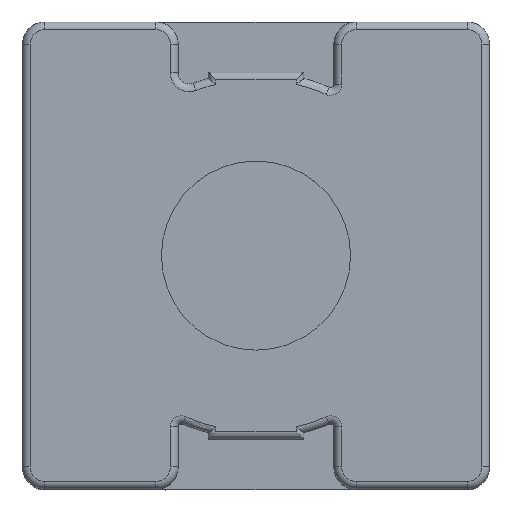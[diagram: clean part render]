
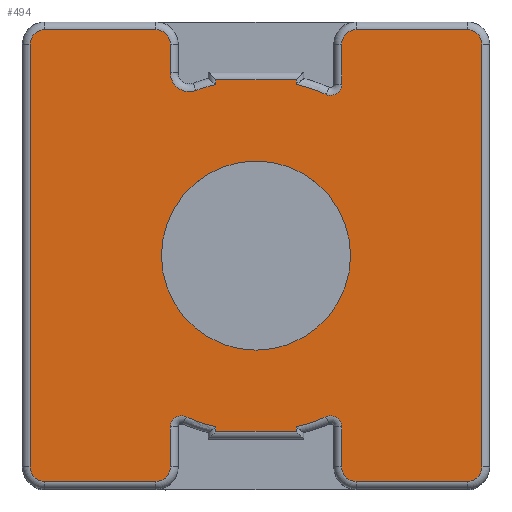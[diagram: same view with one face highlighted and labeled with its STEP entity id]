
A CAD part, top view. The second image highlights one B-rep face of the part: STEP entity #494.
In plain terms, the highlighted planar face has unit normal (0, 0, 1).
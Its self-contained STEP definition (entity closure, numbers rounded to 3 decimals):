
#204=CARTESIAN_POINT('',(-21.0,-21.0,0.0));
#205=DIRECTION('',(0.0,0.0,1.0));
#206=DIRECTION('',(1.0,0.0,0.0));
#207=AXIS2_PLACEMENT_3D('',#204,#205,#206);
#208=PLANE('',#207);
#209=CARTESIAN_POINT('',(-19.0,-20.3,0.0));
#210=VERTEX_POINT('',#209);
#211=CARTESIAN_POINT('',(-9.0,-20.3,0.0));
#212=VERTEX_POINT('',#211);
#213=CARTESIAN_POINT('',(-19.0,-20.3,0.0));
#214=DIRECTION('',(1.0,0.0,0.0));
#215=VECTOR('',#214,10.0);
#216=LINE('',#213,#215);
#217=EDGE_CURVE('',#210,#212,#216,.T.);
#218=ORIENTED_EDGE('',*,*,#217,.T.);
#219=CARTESIAN_POINT('',(-7.7,-19.0,0.0));
#220=VERTEX_POINT('',#219);
#221=CARTESIAN_POINT('',(-9.0,-19.0,0.0));
#222=DIRECTION('',(0.0,0.0,1.0));
#223=DIRECTION('',(1.0,0.0,0.0));
#224=AXIS2_PLACEMENT_3D('',#221,#222,#223);
#225=CIRCLE('',#224,1.3);
#226=EDGE_CURVE('',#212,#220,#225,.T.);
#227=ORIENTED_EDGE('',*,*,#226,.T.);
#228=CARTESIAN_POINT('',(-7.7,-15.406,0.0));
#229=VERTEX_POINT('',#228);
#230=CARTESIAN_POINT('',(-7.7,-19.0,0.0));
#231=DIRECTION('',(0.0,1.0,0.0));
#232=VECTOR('',#231,3.594);
#233=LINE('',#230,#232);
#234=EDGE_CURVE('',#220,#229,#233,.T.);
#235=ORIENTED_EDGE('',*,*,#234,.T.);
#236=CARTESIAN_POINT('',(-6.301,-14.489,0.0));
#237=VERTEX_POINT('',#236);
#238=CARTESIAN_POINT('',(-6.7,-15.406,0.0));
#239=DIRECTION('',(0.0,0.0,-1.0));
#240=DIRECTION('',(1.0,0.0,0.0));
#241=AXIS2_PLACEMENT_3D('',#238,#239,#240);
#242=CIRCLE('',#241,1.0);
#243=EDGE_CURVE('',#229,#237,#242,.T.);
#244=ORIENTED_EDGE('',*,*,#243,.T.);
#245=CARTESIAN_POINT('',(-3.6,-15.384,0.0));
#246=VERTEX_POINT('',#245);
#247=CARTESIAN_POINT('',(0.,0.0,0.0));
#248=DIRECTION('',(0.0,0.0,1.0));
#249=DIRECTION('',(1.0,0.0,0.0));
#250=AXIS2_PLACEMENT_3D('',#247,#248,#249);
#251=CIRCLE('',#250,15.8);
#252=EDGE_CURVE('',#237,#246,#251,.T.);
#253=ORIENTED_EDGE('',*,*,#252,.T.);
#254=CARTESIAN_POINT('',(-3.6,-15.8,0.0));
#255=VERTEX_POINT('',#254);
#256=CARTESIAN_POINT('',(-3.6,-15.384,0.0));
#257=DIRECTION('',(0.0,-1.0,0.0));
#258=VECTOR('',#257,0.416);
#259=LINE('',#256,#258);
#260=EDGE_CURVE('',#246,#255,#259,.T.);
#261=ORIENTED_EDGE('',*,*,#260,.T.);
#262=CARTESIAN_POINT('',(3.6,-15.8,0.0));
#263=VERTEX_POINT('',#262);
#264=CARTESIAN_POINT('',(-3.6,-15.8,0.0));
#265=DIRECTION('',(1.0,0.0,0.0));
#266=VECTOR('',#265,7.2);
#267=LINE('',#264,#266);
#268=EDGE_CURVE('',#255,#263,#267,.T.);
#269=ORIENTED_EDGE('',*,*,#268,.T.);
#270=CARTESIAN_POINT('',(3.6,-15.384,0.0));
#271=VERTEX_POINT('',#270);
#272=CARTESIAN_POINT('',(3.6,-15.8,0.0));
#273=DIRECTION('',(0.0,1.0,0.0));
#274=VECTOR('',#273,0.416);
#275=LINE('',#272,#274);
#276=EDGE_CURVE('',#263,#271,#275,.T.);
#277=ORIENTED_EDGE('',*,*,#276,.T.);
#278=CARTESIAN_POINT('',(6.301,-14.489,0.0));
#279=VERTEX_POINT('',#278);
#280=CARTESIAN_POINT('',(0.,0.0,0.0));
#281=DIRECTION('',(0.0,0.0,1.0));
#282=DIRECTION('',(1.0,0.0,0.0));
#283=AXIS2_PLACEMENT_3D('',#280,#281,#282);
#284=CIRCLE('',#283,15.8);
#285=EDGE_CURVE('',#271,#279,#284,.T.);
#286=ORIENTED_EDGE('',*,*,#285,.T.);
#287=CARTESIAN_POINT('',(7.7,-15.406,0.0));
#288=VERTEX_POINT('',#287);
#289=CARTESIAN_POINT('',(6.7,-15.406,0.0));
#290=DIRECTION('',(0.0,0.0,-1.0));
#291=DIRECTION('',(1.0,0.0,0.0));
#292=AXIS2_PLACEMENT_3D('',#289,#290,#291);
#293=CIRCLE('',#292,1.0);
#294=EDGE_CURVE('',#279,#288,#293,.T.);
#295=ORIENTED_EDGE('',*,*,#294,.T.);
#296=CARTESIAN_POINT('',(7.7,-19.0,0.0));
#297=VERTEX_POINT('',#296);
#298=CARTESIAN_POINT('',(7.7,-15.406,0.0));
#299=DIRECTION('',(0.0,-1.0,0.0));
#300=VECTOR('',#299,3.594);
#301=LINE('',#298,#300);
#302=EDGE_CURVE('',#288,#297,#301,.T.);
#303=ORIENTED_EDGE('',*,*,#302,.T.);
#304=CARTESIAN_POINT('',(9.0,-20.3,0.0));
#305=VERTEX_POINT('',#304);
#306=CARTESIAN_POINT('',(9.0,-19.0,0.0));
#307=DIRECTION('',(0.0,0.0,1.0));
#308=DIRECTION('',(1.0,0.0,0.0));
#309=AXIS2_PLACEMENT_3D('',#306,#307,#308);
#310=CIRCLE('',#309,1.3);
#311=EDGE_CURVE('',#297,#305,#310,.T.);
#312=ORIENTED_EDGE('',*,*,#311,.T.);
#313=CARTESIAN_POINT('',(19.0,-20.3,0.0));
#314=VERTEX_POINT('',#313);
#315=CARTESIAN_POINT('',(9.0,-20.3,0.0));
#316=DIRECTION('',(1.0,0.0,0.0));
#317=VECTOR('',#316,10.0);
#318=LINE('',#315,#317);
#319=EDGE_CURVE('',#305,#314,#318,.T.);
#320=ORIENTED_EDGE('',*,*,#319,.T.);
#321=CARTESIAN_POINT('',(20.3,-19.0,0.0));
#322=VERTEX_POINT('',#321);
#323=CARTESIAN_POINT('',(19.0,-19.0,0.0));
#324=DIRECTION('',(0.0,0.0,1.0));
#325=DIRECTION('',(1.0,0.0,0.0));
#326=AXIS2_PLACEMENT_3D('',#323,#324,#325);
#327=CIRCLE('',#326,1.3);
#328=EDGE_CURVE('',#314,#322,#327,.T.);
#329=ORIENTED_EDGE('',*,*,#328,.T.);
#330=CARTESIAN_POINT('',(20.3,19.0,0.0));
#331=VERTEX_POINT('',#330);
#332=CARTESIAN_POINT('',(20.3,-19.0,0.0));
#333=DIRECTION('',(0.0,1.0,0.0));
#334=VECTOR('',#333,38.0);
#335=LINE('',#332,#334);
#336=EDGE_CURVE('',#322,#331,#335,.T.);
#337=ORIENTED_EDGE('',*,*,#336,.T.);
#338=CARTESIAN_POINT('',(19.0,20.3,0.0));
#339=VERTEX_POINT('',#338);
#340=CARTESIAN_POINT('',(19.0,19.0,0.0));
#341=DIRECTION('',(0.0,0.0,1.0));
#342=DIRECTION('',(1.0,0.0,0.0));
#343=AXIS2_PLACEMENT_3D('',#340,#341,#342);
#344=CIRCLE('',#343,1.3);
#345=EDGE_CURVE('',#331,#339,#344,.T.);
#346=ORIENTED_EDGE('',*,*,#345,.T.);
#347=CARTESIAN_POINT('',(9.0,20.3,0.0));
#348=VERTEX_POINT('',#347);
#349=CARTESIAN_POINT('',(19.0,20.3,0.0));
#350=DIRECTION('',(-1.0,0.0,0.0));
#351=VECTOR('',#350,10.0);
#352=LINE('',#349,#351);
#353=EDGE_CURVE('',#339,#348,#352,.T.);
#354=ORIENTED_EDGE('',*,*,#353,.T.);
#355=CARTESIAN_POINT('',(7.7,19.0,0.0));
#356=VERTEX_POINT('',#355);
#357=CARTESIAN_POINT('',(9.0,19.0,0.0));
#358=DIRECTION('',(0.0,0.0,1.0));
#359=DIRECTION('',(1.0,0.0,0.0));
#360=AXIS2_PLACEMENT_3D('',#357,#358,#359);
#361=CIRCLE('',#360,1.3);
#362=EDGE_CURVE('',#348,#356,#361,.T.);
#363=ORIENTED_EDGE('',*,*,#362,.T.);
#364=CARTESIAN_POINT('',(7.7,15.406,0.0));
#365=VERTEX_POINT('',#364);
#366=CARTESIAN_POINT('',(7.7,19.0,0.0));
#367=DIRECTION('',(0.0,-1.0,0.0));
#368=VECTOR('',#367,3.594);
#369=LINE('',#366,#368);
#370=EDGE_CURVE('',#356,#365,#369,.T.);
#371=ORIENTED_EDGE('',*,*,#370,.T.);
#372=CARTESIAN_POINT('',(6.301,14.489,0.0));
#373=VERTEX_POINT('',#372);
#374=CARTESIAN_POINT('',(6.7,15.406,0.0));
#375=DIRECTION('',(0.0,0.0,-1.0));
#376=DIRECTION('',(1.0,0.0,0.0));
#377=AXIS2_PLACEMENT_3D('',#374,#375,#376);
#378=CIRCLE('',#377,1.0);
#379=EDGE_CURVE('',#365,#373,#378,.T.);
#380=ORIENTED_EDGE('',*,*,#379,.T.);
#381=CARTESIAN_POINT('',(3.6,15.384,0.0));
#382=VERTEX_POINT('',#381);
#383=CARTESIAN_POINT('',(0.,0.0,0.0));
#384=DIRECTION('',(0.0,0.0,1.0));
#385=DIRECTION('',(1.0,0.0,0.0));
#386=AXIS2_PLACEMENT_3D('',#383,#384,#385);
#387=CIRCLE('',#386,15.8);
#388=EDGE_CURVE('',#373,#382,#387,.T.);
#389=ORIENTED_EDGE('',*,*,#388,.T.);
#390=CARTESIAN_POINT('',(3.6,15.8,0.0));
#391=VERTEX_POINT('',#390);
#392=CARTESIAN_POINT('',(3.6,15.384,0.0));
#393=DIRECTION('',(0.0,1.0,0.0));
#394=VECTOR('',#393,0.416);
#395=LINE('',#392,#394);
#396=EDGE_CURVE('',#382,#391,#395,.T.);
#397=ORIENTED_EDGE('',*,*,#396,.T.);
#398=CARTESIAN_POINT('',(-3.6,15.8,0.0));
#399=VERTEX_POINT('',#398);
#400=CARTESIAN_POINT('',(3.6,15.8,0.0));
#401=DIRECTION('',(-1.0,0.0,0.0));
#402=VECTOR('',#401,7.2);
#403=LINE('',#400,#402);
#404=EDGE_CURVE('',#391,#399,#403,.T.);
#405=ORIENTED_EDGE('',*,*,#404,.T.);
#406=CARTESIAN_POINT('',(-3.6,15.384,0.0));
#407=VERTEX_POINT('',#406);
#408=CARTESIAN_POINT('',(-3.6,15.8,0.0));
#409=DIRECTION('',(0.0,-1.0,0.0));
#410=VECTOR('',#409,0.416);
#411=LINE('',#408,#410);
#412=EDGE_CURVE('',#399,#407,#411,.T.);
#413=ORIENTED_EDGE('',*,*,#412,.T.);
#414=CARTESIAN_POINT('',(-5.417,14.842,0.0));
#415=VERTEX_POINT('',#414);
#416=CARTESIAN_POINT('',(0.,0.0,0.0));
#417=DIRECTION('',(0.0,0.0,1.0));
#418=DIRECTION('',(1.0,0.0,0.0));
#419=AXIS2_PLACEMENT_3D('',#416,#417,#418);
#420=CIRCLE('',#419,15.8);
#421=EDGE_CURVE('',#407,#415,#420,.T.);
#422=ORIENTED_EDGE('',*,*,#421,.T.);
#423=CARTESIAN_POINT('',(-7.7,16.439,0.0));
#424=VERTEX_POINT('',#423);
#425=CARTESIAN_POINT('',(-6.,16.439,0.0));
#426=DIRECTION('',(0.0,0.0,-1.0));
#427=DIRECTION('',(1.0,0.0,0.0));
#428=AXIS2_PLACEMENT_3D('',#425,#426,#427);
#429=CIRCLE('',#428,1.7);
#430=EDGE_CURVE('',#415,#424,#429,.T.);
#431=ORIENTED_EDGE('',*,*,#430,.T.);
#432=CARTESIAN_POINT('',(-7.7,19.0,0.0));
#433=VERTEX_POINT('',#432);
#434=CARTESIAN_POINT('',(-7.7,16.439,0.0));
#435=DIRECTION('',(0.0,1.0,0.0));
#436=VECTOR('',#435,2.561);
#437=LINE('',#434,#436);
#438=EDGE_CURVE('',#424,#433,#437,.T.);
#439=ORIENTED_EDGE('',*,*,#438,.T.);
#440=CARTESIAN_POINT('',(-9.0,20.3,0.0));
#441=VERTEX_POINT('',#440);
#442=CARTESIAN_POINT('',(-9.0,19.0,0.0));
#443=DIRECTION('',(0.0,0.0,1.0));
#444=DIRECTION('',(1.0,0.0,0.0));
#445=AXIS2_PLACEMENT_3D('',#442,#443,#444);
#446=CIRCLE('',#445,1.3);
#447=EDGE_CURVE('',#433,#441,#446,.T.);
#448=ORIENTED_EDGE('',*,*,#447,.T.);
#449=CARTESIAN_POINT('',(-19.0,20.3,0.0));
#450=VERTEX_POINT('',#449);
#451=CARTESIAN_POINT('',(-9.0,20.3,0.0));
#452=DIRECTION('',(-1.0,0.0,0.0));
#453=VECTOR('',#452,10.0);
#454=LINE('',#451,#453);
#455=EDGE_CURVE('',#441,#450,#454,.T.);
#456=ORIENTED_EDGE('',*,*,#455,.T.);
#457=CARTESIAN_POINT('',(-20.3,19.0,0.0));
#458=VERTEX_POINT('',#457);
#459=CARTESIAN_POINT('',(-19.0,19.0,0.0));
#460=DIRECTION('',(0.0,0.0,1.0));
#461=DIRECTION('',(1.0,0.0,0.0));
#462=AXIS2_PLACEMENT_3D('',#459,#460,#461);
#463=CIRCLE('',#462,1.3);
#464=EDGE_CURVE('',#450,#458,#463,.T.);
#465=ORIENTED_EDGE('',*,*,#464,.T.);
#466=CARTESIAN_POINT('',(-20.3,-19.0,0.0));
#467=VERTEX_POINT('',#466);
#468=CARTESIAN_POINT('',(-20.3,19.0,0.0));
#469=DIRECTION('',(0.0,-1.0,0.0));
#470=VECTOR('',#469,38.0);
#471=LINE('',#468,#470);
#472=EDGE_CURVE('',#458,#467,#471,.T.);
#473=ORIENTED_EDGE('',*,*,#472,.T.);
#474=CARTESIAN_POINT('',(-19.0,-19.0,0.0));
#475=DIRECTION('',(0.0,0.0,1.0));
#476=DIRECTION('',(1.0,0.0,0.0));
#477=AXIS2_PLACEMENT_3D('',#474,#475,#476);
#478=CIRCLE('',#477,1.3);
#479=EDGE_CURVE('',#467,#210,#478,.T.);
#480=ORIENTED_EDGE('',*,*,#479,.T.);
#481=EDGE_LOOP('',(#218,#227,#235,#244,#253,#261,#269,#277,#286,#295,#303,#312,#320,#329,#337,#346,#354,#363,#371,#380,#389,#397,#405,#413,#422,#431,#439,#448,#456,#465,#473,#480));
#482=FACE_OUTER_BOUND('',#481,.T.);
#483=CARTESIAN_POINT('',(8.5,0.,0.0));
#484=VERTEX_POINT('',#483);
#485=CARTESIAN_POINT('',(0.0,0.0,0.0));
#486=DIRECTION('',(0.0,0.0,-1.0));
#487=DIRECTION('',(1.0,0.0,0.0));
#488=AXIS2_PLACEMENT_3D('',#485,#486,#487);
#489=CIRCLE('',#488,8.5);
#490=EDGE_CURVE('',#484,#484,#489,.T.);
#491=ORIENTED_EDGE('',*,*,#490,.T.);
#492=EDGE_LOOP('',(#491));
#493=FACE_BOUND('',#492,.T.);
#494=ADVANCED_FACE('',(#482,#493),#208,.T.);
